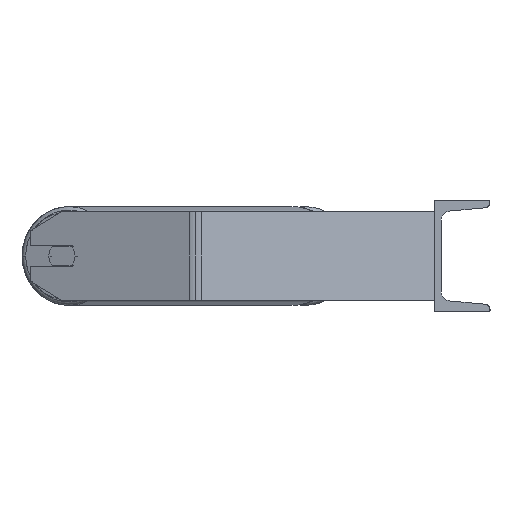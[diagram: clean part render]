
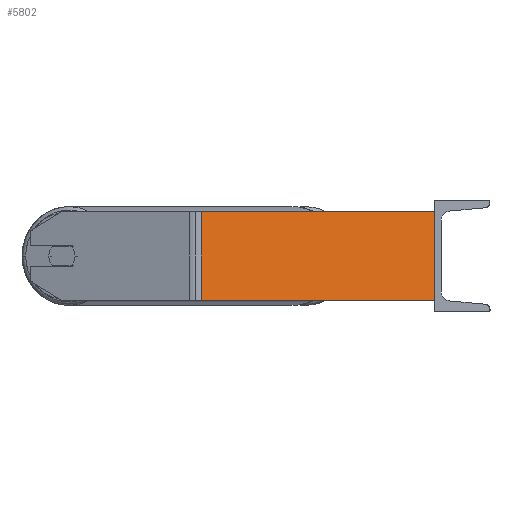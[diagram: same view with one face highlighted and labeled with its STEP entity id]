
A CAD part, left-side view. The second image highlights one B-rep face of the part: STEP entity #5802.
In plain terms, the highlighted planar face has unit normal (-0.94, -0.342, 0).
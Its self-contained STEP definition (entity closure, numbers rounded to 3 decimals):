
#61 = PLANE ( 'NONE',  #2401 ) ;
#517 = LINE ( 'NONE', #2662, #2736 ) ;
#705 = ORIENTED_EDGE ( 'NONE', *, *, #1159, .T. ) ;
#787 = VERTEX_POINT ( 'NONE', #3535 ) ;
#1057 = DIRECTION ( 'NONE',  ( 0., 0., -1. ) ) ;
#1159 = EDGE_CURVE ( 'NONE', #8544, #3572, #5908, .T. ) ;
#1265 = CARTESIAN_POINT ( 'NONE',  ( -963.334, 215.222, 40. ) ) ;
#1581 = CARTESIAN_POINT ( 'NONE',  ( -963.334, 215.222, -40. ) ) ;
#1765 = VECTOR ( 'NONE', #1057, 1000. ) ;
#1782 = ORIENTED_EDGE ( 'NONE', *, *, #3473, .F. ) ;
#2401 = AXIS2_PLACEMENT_3D ( 'NONE', #1265, #3512, #4097 ) ;
#2662 = CARTESIAN_POINT ( 'NONE',  ( -961.343, 209.749, 40. ) ) ;
#2736 = VECTOR ( 'NONE', #4141, 1000. ) ;
#3321 = LINE ( 'NONE', #6724, #4194 ) ;
#3473 = EDGE_CURVE ( 'NONE', #3830, #3572, #4591, .T. ) ;
#3512 = DIRECTION ( 'NONE',  ( 0.94, 0.342, 0. ) ) ;
#3535 = CARTESIAN_POINT ( 'NONE',  ( -961.343, 209.749, 40. ) ) ;
#3572 = VERTEX_POINT ( 'NONE', #7730 ) ;
#3830 = VERTEX_POINT ( 'NONE', #4965 ) ;
#4097 = DIRECTION ( 'NONE',  ( -0.342, 0.94, 0. ) ) ;
#4141 = DIRECTION ( 'NONE',  ( 0., 0., -1. ) ) ;
#4194 = VECTOR ( 'NONE', #4738, 1000. ) ;
#4450 = ORIENTED_EDGE ( 'NONE', *, *, #5994, .F. ) ;
#4591 = LINE ( 'NONE', #7400, #1765 ) ;
#4738 = DIRECTION ( 'NONE',  ( 0.342, -0.94, 0. ) ) ;
#4965 = CARTESIAN_POINT ( 'NONE',  ( -885., 0., 40. ) ) ;
#5021 = DIRECTION ( 'NONE',  ( 0.342, -0.94, 0. ) ) ;
#5802 = ADVANCED_FACE ( 'NONE', ( #7656 ), #61, .F. ) ;
#5908 = LINE ( 'NONE', #1581, #8840 ) ;
#5994 = EDGE_CURVE ( 'NONE', #787, #3830, #3321, .T. ) ;
#6651 = CARTESIAN_POINT ( 'NONE',  ( -961.343, 209.749, -40. ) ) ;
#6724 = CARTESIAN_POINT ( 'NONE',  ( -963.334, 215.222, 40. ) ) ;
#7210 = EDGE_CURVE ( 'NONE', #787, #8544, #517, .T. ) ;
#7400 = CARTESIAN_POINT ( 'NONE',  ( -885., 0., 40. ) ) ;
#7656 = FACE_OUTER_BOUND ( 'NONE', #8637, .T. ) ;
#7730 = CARTESIAN_POINT ( 'NONE',  ( -885., 0., -40. ) ) ;
#8544 = VERTEX_POINT ( 'NONE', #6651 ) ;
#8637 = EDGE_LOOP ( 'NONE', ( #705, #1782, #4450, #9006 ) ) ;
#8840 = VECTOR ( 'NONE', #5021, 1000. ) ;
#9006 = ORIENTED_EDGE ( 'NONE', *, *, #7210, .T. ) ;
